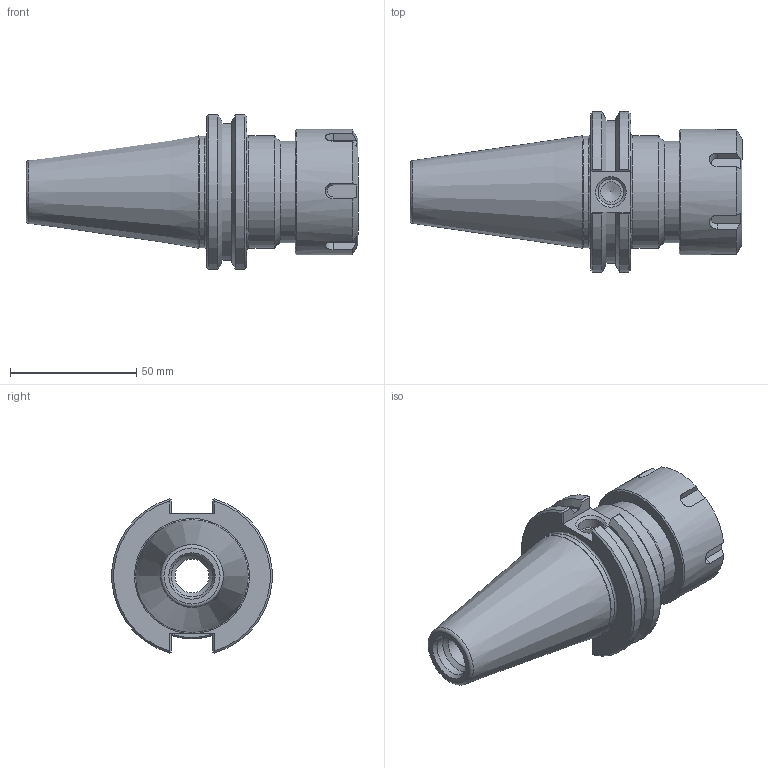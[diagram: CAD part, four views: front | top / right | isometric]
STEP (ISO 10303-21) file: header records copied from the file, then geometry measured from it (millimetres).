
FILE_DESCRIPTION((''),'2;1');
FILE_NAME('C40-32ERP248.iam.stp','2014-06-20T15:52:05',(''),(''),'Autodesk Inventor 2012','Autodesk Inventor 2012','');
FILE_SCHEMA(('AUTOMOTIVE_DESIGN { 1 0 10303 214 1 1 1 1 }'));
Length unit declared in the file: inch
Products named in the file (3): C40-32ERP248; C40-32ER236-1; 32ERPN
Assembly tree (2 placements, depth 2):
  C40-32ERP248
    C40-32ER236-1
    32ERPN
Bounding box: 131.25 x 63.26 x 61.05 mm (x, y, z)
Volume: 135440.7 mm3; surface area: 36131.3 mm2
Topology: 2 solids, 2 shells, 117 faces, 296 edges, 188 vertices
Faces by surface type: plane 55, cone 33, cylinder 21, torus 8
Full cylindrical faces by diameter (mm): 8 x1, 10.046 x1, 13.386 x1, 16.459 x1, 18.923 x1, 23.495 x1, 27 x1, 30.48 x1, 33.147 x1, 38.684 x1, 40 x1, 40.513 x1, 43.942 x1, 44.45 x1, 49.733 x1
Entity records: 3468 total; most frequent: CARTESIAN_POINT 771, DIRECTION 516, ORIENTED_EDGE 494, EDGE_CURVE 247, AXIS2_PLACEMENT_3D 205, VERTEX_POINT 181, EDGE_LOOP 168, FACE_OUTER_BOUND 117
